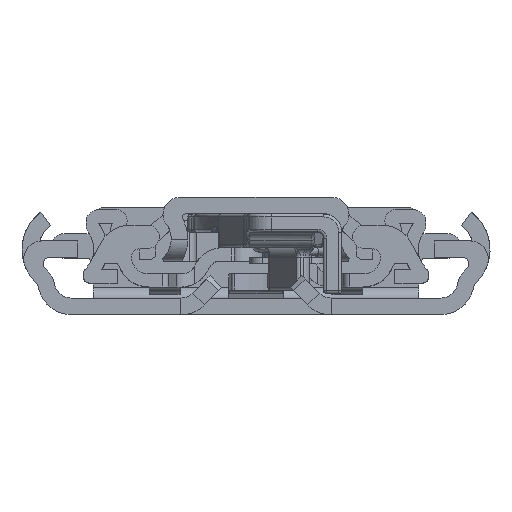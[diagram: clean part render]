
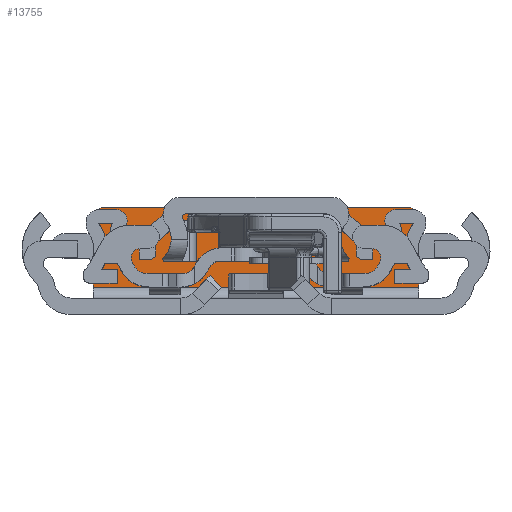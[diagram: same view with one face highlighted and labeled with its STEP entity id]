
A CAD part, front view. The second image highlights one B-rep face of the part: STEP entity #13755.
In plain terms, the highlighted planar face has unit normal (0, -1, 0).
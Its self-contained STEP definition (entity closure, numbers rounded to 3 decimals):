
#894=FACE_OUTER_BOUND('',#1713,.T.);
#1713=EDGE_LOOP('',(#9377,#9378,#9379,#9380,#9381,#9382));
#2623=LINE('',#21038,#3747);
#2626=LINE('',#21046,#3750);
#2627=LINE('',#21050,#3751);
#2628=LINE('',#21051,#3752);
#3747=VECTOR('',#16656,10.);
#3750=VECTOR('',#16665,10.);
#3751=VECTOR('',#16668,10.);
#3752=VECTOR('',#16669,10.);
#4838=CIRCLE('',#14805,2.);
#4841=CIRCLE('',#14810,2.);
#5718=VERTEX_POINT('',#21031);
#5719=VERTEX_POINT('',#21033);
#5720=VERTEX_POINT('',#21037);
#5722=VERTEX_POINT('',#21045);
#5723=VERTEX_POINT('',#21047);
#5724=VERTEX_POINT('',#21049);
#7121=EDGE_CURVE('',#5718,#5719,#4838,.T.);
#7123=EDGE_CURVE('',#5720,#5719,#2623,.T.);
#7128=EDGE_CURVE('',#5722,#5718,#2626,.T.);
#7129=EDGE_CURVE('',#5723,#5722,#4841,.T.);
#7130=EDGE_CURVE('',#5723,#5724,#2627,.T.);
#7131=EDGE_CURVE('',#5724,#5720,#2628,.T.);
#9377=ORIENTED_EDGE('',*,*,#7121,.F.);
#9378=ORIENTED_EDGE('',*,*,#7128,.F.);
#9379=ORIENTED_EDGE('',*,*,#7129,.F.);
#9380=ORIENTED_EDGE('',*,*,#7130,.T.);
#9381=ORIENTED_EDGE('',*,*,#7131,.T.);
#9382=ORIENTED_EDGE('',*,*,#7123,.T.);
#13417=PLANE('',#14809);
#13755=ADVANCED_FACE('',(#894),#13417,.T.);
#14805=AXIS2_PLACEMENT_3D('',#21034,#16651,#16652);
#14809=AXIS2_PLACEMENT_3D('',#21044,#16663,#16664);
#14810=AXIS2_PLACEMENT_3D('',#21048,#16666,#16667);
#16651=DIRECTION('center_axis',(0.,1.,0.));
#16652=DIRECTION('ref_axis',(0.707,0.,0.707));
#16656=DIRECTION('',(0.,0.,1.));
#16663=DIRECTION('center_axis',(0.,-1.,0.));
#16664=DIRECTION('ref_axis',(0.,0.,-1.));
#16665=DIRECTION('',(1.,0.,0.));
#16666=DIRECTION('center_axis',(0.,1.,0.));
#16667=DIRECTION('ref_axis',(-0.707,0.,0.707));
#16668=DIRECTION('',(0.,0.,-1.));
#16669=DIRECTION('',(1.,0.,0.));
#21031=CARTESIAN_POINT('',(24.5,347.3,17.5));
#21033=CARTESIAN_POINT('',(26.5,347.3,15.5));
#21034=CARTESIAN_POINT('Origin',(24.5,347.3,15.5));
#21037=CARTESIAN_POINT('',(26.5,347.3,4.5));
#21038=CARTESIAN_POINT('',(26.5,347.3,17.5));
#21044=CARTESIAN_POINT('Origin',(0.,347.3,4.5));
#21045=CARTESIAN_POINT('',(-24.5,347.3,17.5));
#21046=CARTESIAN_POINT('',(0.,347.3,17.5));
#21047=CARTESIAN_POINT('',(-26.5,347.3,15.5));
#21048=CARTESIAN_POINT('Origin',(-24.5,347.3,15.5));
#21049=CARTESIAN_POINT('',(-26.5,347.3,4.5));
#21050=CARTESIAN_POINT('',(-26.5,347.3,17.5));
#21051=CARTESIAN_POINT('',(0.,347.3,4.5));
